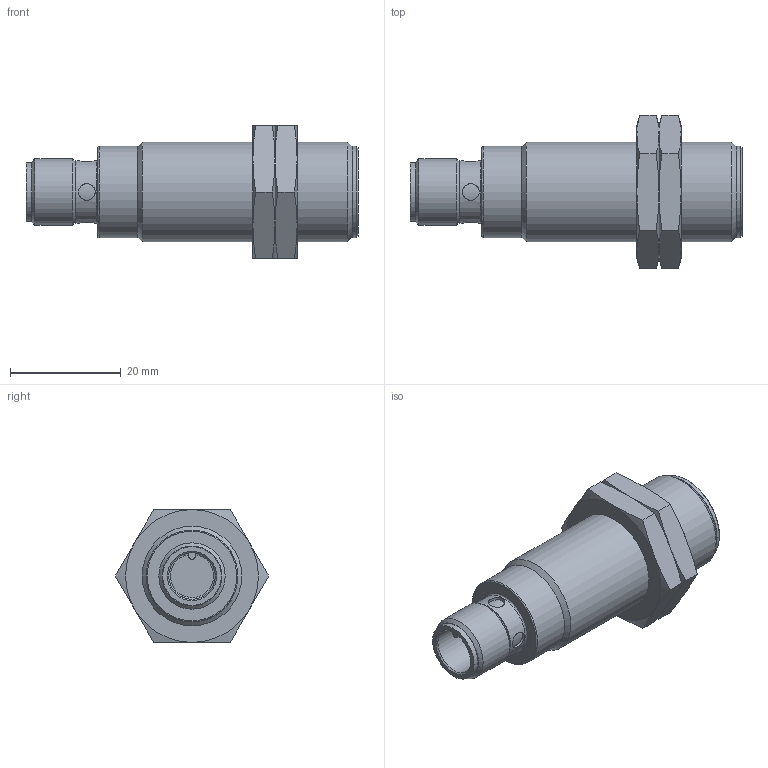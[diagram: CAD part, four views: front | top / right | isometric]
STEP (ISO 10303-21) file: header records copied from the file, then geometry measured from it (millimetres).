
FILE_DESCRIPTION (( 'STEP AP214' ), '1' );
FILE_NAME ('MKW-AP-1H.STEP', '2021-08-31T11:46:07', ( '' ), ( '' ), 'SwSTEP 2.0', 'SolidWorks 2021', '' );
FILE_SCHEMA (( 'AUTOMOTIVE_DESIGN' ));
Length unit declared in the file: inch
Products named in the file (1): MKW-AP-1H
Bounding box: 60 x 27.71 x 24 mm (x, y, z)
Volume: 14620.6 mm3; surface area: 5929.4 mm2
Topology: 3 solids, 3 shells, 83 faces, 182 edges, 115 vertices
Faces by surface type: cone 33, plane 28, cylinder 19, bspline 3
Full cylindrical faces by diameter (mm): 3 x4, 8.4 x1, 10.6 x1, 11.3 x1, 12 x1, 16 x1, 16.6 x2, 16.917 x2, 18 x1
Entity records: 2904 total; most frequent: CARTESIAN_POINT 1304, DIRECTION 294, ORIENTED_EDGE 284, EDGE_CURVE 142, AXIS2_PLACEMENT_3D 137, EDGE_LOOP 123, VERTEX_POINT 101, FACE_OUTER_BOUND 99
